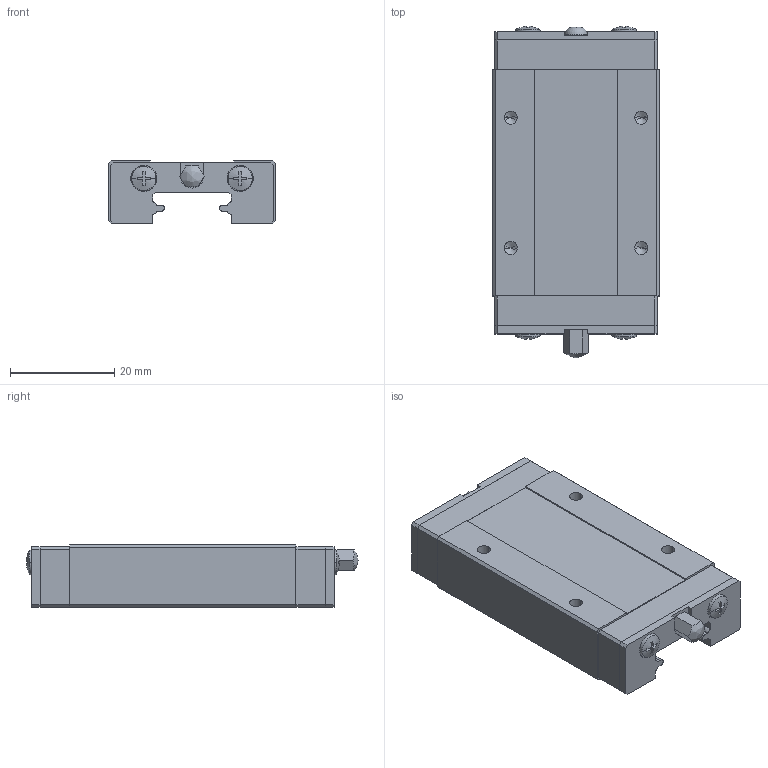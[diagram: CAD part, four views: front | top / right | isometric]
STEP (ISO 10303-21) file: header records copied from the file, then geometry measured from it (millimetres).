
FILE_DESCRIPTION(('STEP AP214'),'1');
FILE_NAME('cctmp_B1FDE733-650B-4A30-B43F-3B0DC95CAC9F_2024_08_09_14_57_34_0702..stp','2024-08-09T12:57:34',('HIWIN GmbH'),('CADClick - www.CADClick.com'),'Spatial InterOp 3D',' ','unknown authorization');
FILE_SCHEMA(('AUTOMOTIVE_DESIGN'));
Length unit declared in the file: millimetre
Products named in the file (1): MGN15HZ0CM_FILE
Bounding box: 32 x 63.69 x 12 mm (x, y, z)
Volume: 16876.5 mm3; surface area: 7125.4 mm2
Topology: 1 solids, 5 shells, 247 faces, 658 edges, 426 vertices
Faces by surface type: plane 152, cylinder 64, cone 28, torus 2, bspline 1
Entity records: 9602 total; most frequent: CARTESIAN_POINT 1553, ORIENTED_EDGE 1300, DIRECTION 1214, EDGE_CURVE 650, LINE 440, VECTOR 440, VERTEX_POINT 426, AXIS2_PLACEMENT_3D 387
